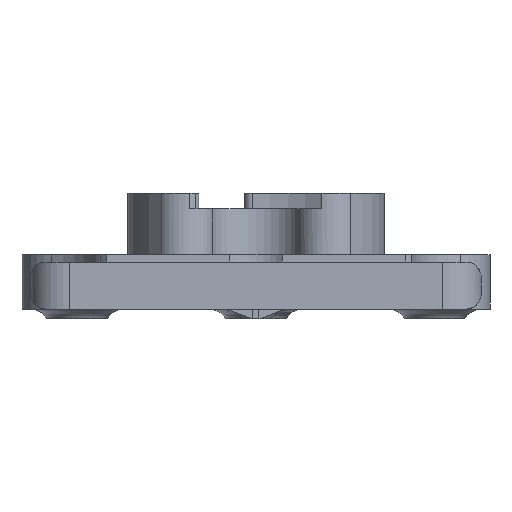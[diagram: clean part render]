
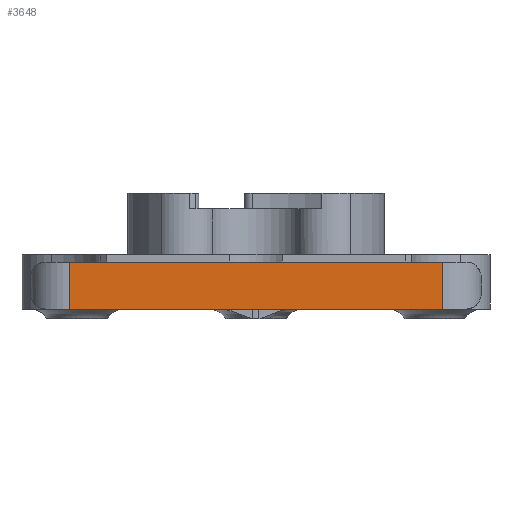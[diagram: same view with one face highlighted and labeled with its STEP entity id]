
A CAD part, front view. The second image highlights one B-rep face of the part: STEP entity #3648.
In plain terms, the highlighted planar face has unit normal (0, -1, 0).
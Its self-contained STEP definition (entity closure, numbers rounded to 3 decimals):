
#181 = FACE_OUTER_BOUND ( 'NONE', #942, .T. ) ;
#203 = ORIENTED_EDGE ( 'NONE', *, *, #3305, .T. ) ;
#228 = CARTESIAN_POINT ( 'NONE',  ( 24., -52.62, -7. ) ) ;
#288 = CARTESIAN_POINT ( 'NONE',  ( 24., -52.62, -70.459 ) ) ;
#466 = VERTEX_POINT ( 'NONE', #2491 ) ;
#711 = VERTEX_POINT ( 'NONE', #4301 ) ;
#883 = CARTESIAN_POINT ( 'NONE',  ( 0., -52.62, -7. ) ) ;
#930 = DIRECTION ( 'NONE',  ( 0., 0., 1. ) ) ;
#942 = EDGE_LOOP ( 'NONE', ( #203, #2922, #3683, #3476 ) ) ;
#1075 = CARTESIAN_POINT ( 'NONE',  ( -24., -52.62, -7. ) ) ;
#1189 = VERTEX_POINT ( 'NONE', #228 ) ;
#1587 = AXIS2_PLACEMENT_3D ( 'NONE', #4170, #1854, #2542 ) ;
#1829 = VECTOR ( 'NONE', #1885, 1000. ) ;
#1854 = DIRECTION ( 'NONE',  ( 0., -1., 0. ) ) ;
#1872 = VECTOR ( 'NONE', #930, 1000. ) ;
#1885 = DIRECTION ( 'NONE',  ( -1., 0., 0. ) ) ;
#2007 = CARTESIAN_POINT ( 'NONE',  ( -29., -52.62, -0.95 ) ) ;
#2019 = VECTOR ( 'NONE', #3451, 1000. ) ;
#2185 = EDGE_CURVE ( 'NONE', #4094, #711, #4007, .T. ) ;
#2382 = DIRECTION ( 'NONE',  ( 1., 0., 0. ) ) ;
#2384 = EDGE_CURVE ( 'NONE', #1189, #466, #2868, .T. ) ;
#2409 = LINE ( 'NONE', #1075, #2019 ) ;
#2491 = CARTESIAN_POINT ( 'NONE',  ( -24., -52.62, -7. ) ) ;
#2542 = DIRECTION ( 'NONE',  ( 0., 0., -1. ) ) ;
#2868 = LINE ( 'NONE', #883, #1829 ) ;
#2922 = ORIENTED_EDGE ( 'NONE', *, *, #2185, .F. ) ;
#2965 = VECTOR ( 'NONE', #2382, 1000. ) ;
#3003 = LINE ( 'NONE', #288, #1872 ) ;
#3047 = EDGE_CURVE ( 'NONE', #4094, #466, #2409, .T. ) ;
#3305 = EDGE_CURVE ( 'NONE', #1189, #711, #3003, .T. ) ;
#3451 = DIRECTION ( 'NONE',  ( 0., 0., -1. ) ) ;
#3476 = ORIENTED_EDGE ( 'NONE', *, *, #2384, .F. ) ;
#3539 = PLANE ( 'NONE',  #1587 ) ;
#3648 = ADVANCED_FACE ( 'NONE', ( #181 ), #3539, .T. ) ;
#3683 = ORIENTED_EDGE ( 'NONE', *, *, #3047, .T. ) ;
#3878 = CARTESIAN_POINT ( 'NONE',  ( -24., -52.62, -0.95 ) ) ;
#4007 = LINE ( 'NONE', #2007, #2965 ) ;
#4094 = VERTEX_POINT ( 'NONE', #3878 ) ;
#4170 = CARTESIAN_POINT ( 'NONE',  ( 0., -52.62, -70.459 ) ) ;
#4301 = CARTESIAN_POINT ( 'NONE',  ( 24., -52.62, -0.95 ) ) ;
